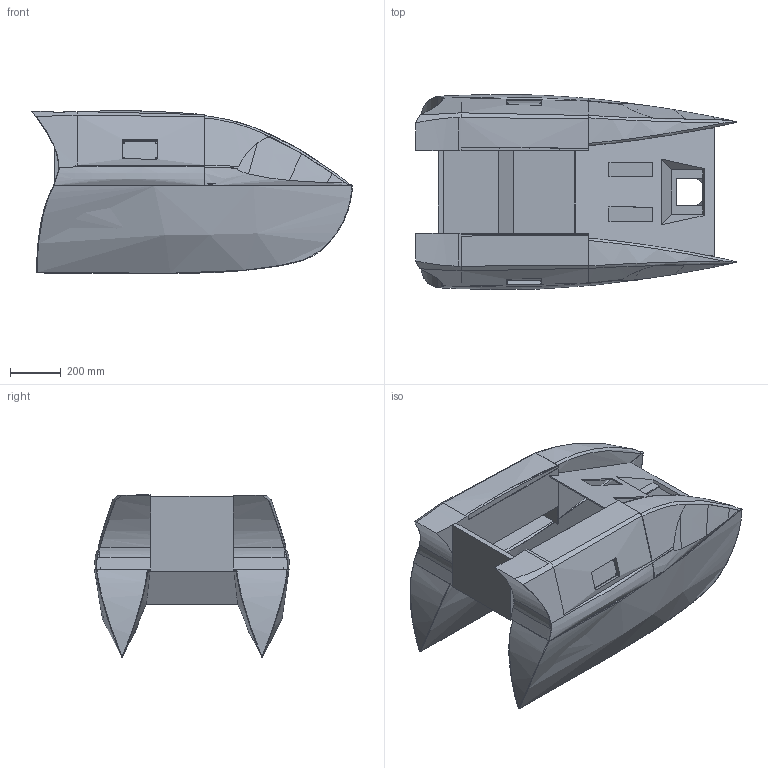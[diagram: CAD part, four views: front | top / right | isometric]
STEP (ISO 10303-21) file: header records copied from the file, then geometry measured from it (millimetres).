
FILE_DESCRIPTION(/* description */ (''),/* implementation_level */ '2;1');
FILE_NAME(/* name */ 'Analiz_Component262 v7.step',/* time_stamp */ '2022-12-17T14:32:43+03:00',/* author */ (''),/* organization */ (''),/* preprocessor_version */ 'ST-DEVELOPER v19.2',/* originating_system */ 'Autodesk Translation Framework v11.17.0.187',/* authorisation */ '');
FILE_SCHEMA (('AUTOMOTIVE_DESIGN { 1 0 10303 214 3 1 1 }'));
Length unit declared in the file: millimetre
Products named in the file (2): Analiz_Component262; Govde
Assembly tree (1 placements, depth 2):
  Analiz_Component262
    Govde
Bounding box: 1261.7 x 767.87 x 640.17 mm (x, y, z)
Volume: 65318368.8 mm3; surface area: 7757190.1 mm2
Topology: 1 solids, 3 shells, 423 faces, 1229 edges, 797 vertices
Faces by surface type: plane 183, bspline 136, cylinder 102, sphere 2
Full cylindrical faces by diameter (mm): 3.969 x20, 5 x16
Entity records: 31278 total; most frequent: CARTESIAN_POINT 21649, ORIENTED_EDGE 2446, DIRECTION 1319, EDGE_CURVE 1223, VERTEX_POINT 795, LINE 523, VECTOR 523, B_SPLINE_CURVE_WITH_KNOTS 512
